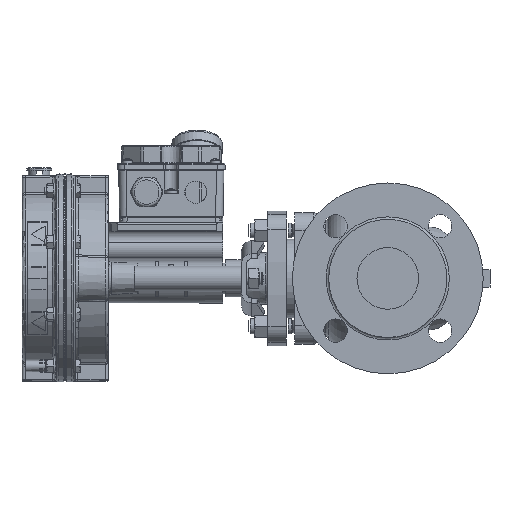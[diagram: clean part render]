
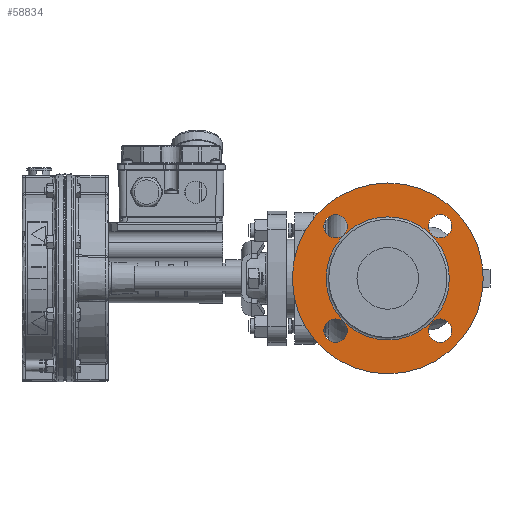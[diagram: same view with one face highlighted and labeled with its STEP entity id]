
A CAD part, left-side view. The second image highlights one B-rep face of the part: STEP entity #58834.
In plain terms, the highlighted planar face has unit normal (-1, 0, 0).
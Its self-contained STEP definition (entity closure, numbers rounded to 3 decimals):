
#1725=CIRCLE('',#62658,9.5);
#1726=CIRCLE('',#62659,9.5);
#1727=CIRCLE('',#62661,9.5);
#1728=CIRCLE('',#62662,9.5);
#1729=CIRCLE('',#62664,9.5);
#1730=CIRCLE('',#62665,9.5);
#1731=CIRCLE('',#62667,9.5);
#1732=CIRCLE('',#62668,9.5);
#1768=CIRCLE('',#62715,77.5);
#1769=CIRCLE('',#62716,77.5);
#1770=CIRCLE('',#62718,50.);
#1771=CIRCLE('',#62719,50.);
#5108=PLANE('',#62717);
#6316=FACE_BOUND('',#11553,.T.);
#6317=FACE_BOUND('',#11554,.T.);
#6318=FACE_BOUND('',#11555,.T.);
#6319=FACE_BOUND('',#11556,.T.);
#6320=FACE_BOUND('',#11557,.T.);
#7886=FACE_OUTER_BOUND('',#11552,.T.);
#11552=EDGE_LOOP('',(#42005,#42006));
#11553=EDGE_LOOP('',(#42007,#42008));
#11554=EDGE_LOOP('',(#42009,#42010));
#11555=EDGE_LOOP('',(#42011,#42012));
#11556=EDGE_LOOP('',(#42013,#42014));
#11557=EDGE_LOOP('',(#42015,#42016));
#25025=VERTEX_POINT('',#98054);
#25026=VERTEX_POINT('',#98055);
#25027=VERTEX_POINT('',#98060);
#25028=VERTEX_POINT('',#98061);
#25029=VERTEX_POINT('',#98066);
#25030=VERTEX_POINT('',#98067);
#25031=VERTEX_POINT('',#98072);
#25032=VERTEX_POINT('',#98073);
#25085=VERTEX_POINT('',#100331);
#25086=VERTEX_POINT('',#100332);
#25087=VERTEX_POINT('',#100337);
#25088=VERTEX_POINT('',#100338);
#31259=EDGE_CURVE('',#25025,#25026,#1725,.T.);
#31260=EDGE_CURVE('',#25026,#25025,#1726,.T.);
#31262=EDGE_CURVE('',#25027,#25028,#1727,.T.);
#31263=EDGE_CURVE('',#25028,#25027,#1728,.T.);
#31265=EDGE_CURVE('',#25029,#25030,#1729,.T.);
#31266=EDGE_CURVE('',#25030,#25029,#1730,.T.);
#31268=EDGE_CURVE('',#25031,#25032,#1731,.T.);
#31269=EDGE_CURVE('',#25032,#25031,#1732,.T.);
#31359=EDGE_CURVE('',#25085,#25086,#1768,.T.);
#31360=EDGE_CURVE('',#25086,#25085,#1769,.T.);
#31362=EDGE_CURVE('',#25087,#25088,#1770,.T.);
#31363=EDGE_CURVE('',#25088,#25087,#1771,.T.);
#42005=ORIENTED_EDGE('',*,*,#31359,.T.);
#42006=ORIENTED_EDGE('',*,*,#31360,.T.);
#42007=ORIENTED_EDGE('',*,*,#31259,.T.);
#42008=ORIENTED_EDGE('',*,*,#31260,.T.);
#42009=ORIENTED_EDGE('',*,*,#31262,.T.);
#42010=ORIENTED_EDGE('',*,*,#31263,.T.);
#42011=ORIENTED_EDGE('',*,*,#31265,.T.);
#42012=ORIENTED_EDGE('',*,*,#31266,.T.);
#42013=ORIENTED_EDGE('',*,*,#31268,.T.);
#42014=ORIENTED_EDGE('',*,*,#31269,.T.);
#42015=ORIENTED_EDGE('',*,*,#31362,.F.);
#42016=ORIENTED_EDGE('',*,*,#31363,.F.);
#58834=ADVANCED_FACE('',(#7886,#6316,#6317,#6318,#6319,#6320),#5108,.T.);
#62658=AXIS2_PLACEMENT_3D('',#98056,#70325,#70326);
#62659=AXIS2_PLACEMENT_3D('',#98057,#70327,#70328);
#62661=AXIS2_PLACEMENT_3D('',#98062,#70332,#70333);
#62662=AXIS2_PLACEMENT_3D('',#98063,#70334,#70335);
#62664=AXIS2_PLACEMENT_3D('',#98068,#70339,#70340);
#62665=AXIS2_PLACEMENT_3D('',#98069,#70341,#70342);
#62667=AXIS2_PLACEMENT_3D('',#98074,#70346,#70347);
#62668=AXIS2_PLACEMENT_3D('',#98075,#70348,#70349);
#62715=AXIS2_PLACEMENT_3D('',#100333,#70444,#70445);
#62716=AXIS2_PLACEMENT_3D('',#100334,#70446,#70447);
#62717=AXIS2_PLACEMENT_3D('',#100336,#70449,#70450);
#62718=AXIS2_PLACEMENT_3D('',#100339,#70451,#70452);
#62719=AXIS2_PLACEMENT_3D('',#100340,#70453,#70454);
#70325=DIRECTION('center_axis',(1.,0.,0.));
#70326=DIRECTION('ref_axis',(0.,0.,1.));
#70327=DIRECTION('center_axis',(1.,0.,0.));
#70328=DIRECTION('ref_axis',(0.,0.,1.));
#70332=DIRECTION('center_axis',(1.,0.,0.));
#70333=DIRECTION('ref_axis',(0.,0.,1.));
#70334=DIRECTION('center_axis',(1.,0.,0.));
#70335=DIRECTION('ref_axis',(0.,0.,1.));
#70339=DIRECTION('center_axis',(1.,0.,0.));
#70340=DIRECTION('ref_axis',(0.,0.,1.));
#70341=DIRECTION('center_axis',(1.,0.,0.));
#70342=DIRECTION('ref_axis',(0.,0.,1.));
#70346=DIRECTION('center_axis',(1.,0.,0.));
#70347=DIRECTION('ref_axis',(0.,0.,1.));
#70348=DIRECTION('center_axis',(1.,0.,0.));
#70349=DIRECTION('ref_axis',(0.,0.,1.));
#70444=DIRECTION('center_axis',(-1.,0.,0.));
#70445=DIRECTION('ref_axis',(0.,0.,1.));
#70446=DIRECTION('center_axis',(-1.,0.,0.));
#70447=DIRECTION('ref_axis',(0.,0.,1.));
#70449=DIRECTION('center_axis',(-1.,0.,0.));
#70450=DIRECTION('ref_axis',(0.,0.,1.));
#70451=DIRECTION('center_axis',(-1.,0.,0.));
#70452=DIRECTION('ref_axis',(0.,0.,1.));
#70453=DIRECTION('center_axis',(-1.,0.,0.));
#70454=DIRECTION('ref_axis',(0.,0.,1.));
#98054=CARTESIAN_POINT('',(-118.545,-39.786,51.926));
#98055=CARTESIAN_POINT('',(-118.545,-39.786,32.926));
#98056=CARTESIAN_POINT('Origin',(-118.545,-39.786,42.426));
#98057=CARTESIAN_POINT('Origin',(-118.545,-39.786,42.426));
#98060=CARTESIAN_POINT('',(-118.545,45.067,51.926));
#98061=CARTESIAN_POINT('',(-118.545,45.067,32.926));
#98062=CARTESIAN_POINT('Origin',(-118.545,45.067,42.426));
#98063=CARTESIAN_POINT('Origin',(-118.545,45.067,42.426));
#98066=CARTESIAN_POINT('',(-118.545,-39.786,-32.926));
#98067=CARTESIAN_POINT('',(-118.545,-39.786,-51.926));
#98068=CARTESIAN_POINT('Origin',(-118.545,-39.786,-42.426));
#98069=CARTESIAN_POINT('Origin',(-118.545,-39.786,-42.426));
#98072=CARTESIAN_POINT('',(-118.545,45.067,-32.926));
#98073=CARTESIAN_POINT('',(-118.545,45.067,-51.926));
#98074=CARTESIAN_POINT('Origin',(-118.545,45.067,-42.426));
#98075=CARTESIAN_POINT('Origin',(-118.545,45.067,-42.426));
#100331=CARTESIAN_POINT('',(-118.545,80.141,0.));
#100332=CARTESIAN_POINT('',(-118.545,-74.859,0.));
#100333=CARTESIAN_POINT('Origin',(-118.545,2.641,0.));
#100334=CARTESIAN_POINT('Origin',(-118.545,2.641,0.));
#100336=CARTESIAN_POINT('Origin',(-118.545,52.641,0.));
#100337=CARTESIAN_POINT('',(-118.545,52.641,0.));
#100338=CARTESIAN_POINT('',(-118.545,2.641,-50.));
#100339=CARTESIAN_POINT('Origin',(-118.545,2.641,0.));
#100340=CARTESIAN_POINT('Origin',(-118.545,2.641,0.));
